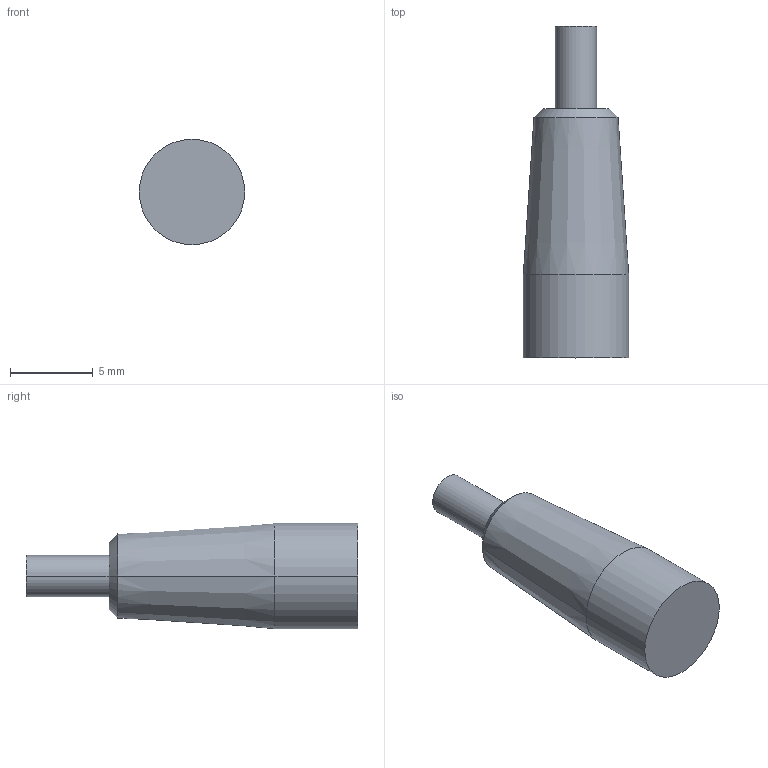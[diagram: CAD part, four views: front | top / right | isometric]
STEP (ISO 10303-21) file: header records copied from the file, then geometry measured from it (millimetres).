
FILE_DESCRIPTION (( 'STEP AP214' ), '1' );
FILE_NAME ('Pins.STEP', '2020-10-09T00:25:00', ( '' ), ( '' ), 'SwSTEP 2.0', 'SolidWorks 2018', '' );
FILE_SCHEMA (( 'AUTOMOTIVE_DESIGN' ));
Length unit declared in the file: millimetre
Products named in the file (1): Pins
Bounding box: 6.35 x 20 x 6.35 mm (x, y, z)
Volume: 435 mm3; surface area: 364.2 mm2
Topology: 1 solids, 1 shells, 11 faces, 20 edges, 12 vertices
Faces by surface type: cone 4, cylinder 4, plane 3
Entity records: 308 total; most frequent: DIRECTION 56, CARTESIAN_POINT 44, ORIENTED_EDGE 40, AXIS2_PLACEMENT_3D 24, EDGE_CURVE 20, CIRCLE 12, VERTEX_POINT 12, EDGE_LOOP 12
